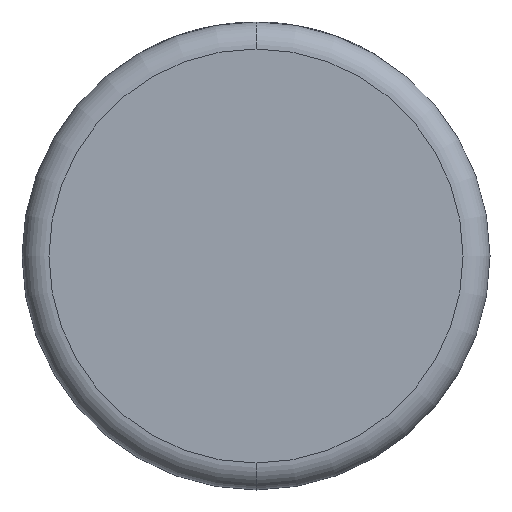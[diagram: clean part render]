
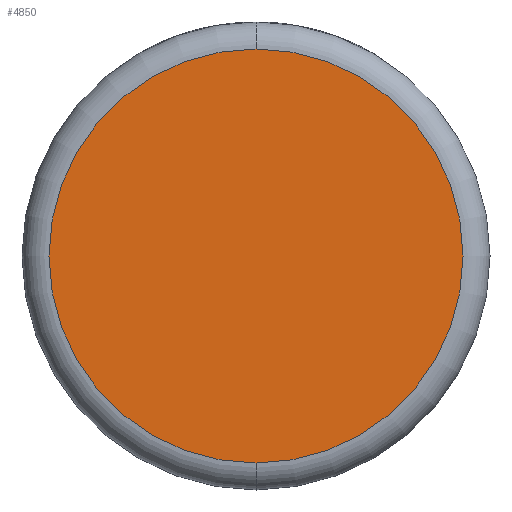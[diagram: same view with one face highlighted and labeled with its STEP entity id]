
A CAD part, front view. The second image highlights one B-rep face of the part: STEP entity #4850.
In plain terms, the highlighted planar face has unit normal (0, -1, 0).
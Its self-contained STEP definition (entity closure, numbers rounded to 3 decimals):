
#202 = EDGE_CURVE ( 'NONE', #3245, #2064, #2380, .T. ) ;
#203 = DIRECTION ( 'NONE',  ( 0., 0., 1. ) ) ;
#392 = CARTESIAN_POINT ( 'NONE',  ( 0., 0., -15.926 ) ) ;
#730 = DIRECTION ( 'NONE',  ( 0., 0., 1. ) ) ;
#1036 = DIRECTION ( 'NONE',  ( 0., -1., 0. ) ) ;
#1484 = CARTESIAN_POINT ( 'NONE',  ( 0., 0., 0. ) ) ;
#1658 = PLANE ( 'NONE',  #3518 ) ;
#1673 = CARTESIAN_POINT ( 'NONE',  ( 0., 0., 0. ) ) ;
#1918 = AXIS2_PLACEMENT_3D ( 'NONE', #3273, #1036, #730 ) ;
#2064 = VERTEX_POINT ( 'NONE', #392 ) ;
#2380 = CIRCLE ( 'NONE', #1918, 15.926 ) ;
#2731 = AXIS2_PLACEMENT_3D ( 'NONE', #1484, #3375, #3407 ) ;
#2736 = ORIENTED_EDGE ( 'NONE', *, *, #3927, .T. ) ;
#2892 = FACE_OUTER_BOUND ( 'NONE', #3109, .T. ) ;
#3109 = EDGE_LOOP ( 'NONE', ( #3373, #2736 ) ) ;
#3245 = VERTEX_POINT ( 'NONE', #3312 ) ;
#3273 = CARTESIAN_POINT ( 'NONE',  ( 0., 0., 0. ) ) ;
#3312 = CARTESIAN_POINT ( 'NONE',  ( 0., 0., 15.926 ) ) ;
#3373 = ORIENTED_EDGE ( 'NONE', *, *, #202, .T. ) ;
#3375 = DIRECTION ( 'NONE',  ( 0., -1., 0. ) ) ;
#3407 = DIRECTION ( 'NONE',  ( 0., 0., 1. ) ) ;
#3518 = AXIS2_PLACEMENT_3D ( 'NONE', #1673, #3950, #203 ) ;
#3927 = EDGE_CURVE ( 'NONE', #2064, #3245, #4390, .T. ) ;
#3950 = DIRECTION ( 'NONE',  ( 0., 1., 0. ) ) ;
#4390 = CIRCLE ( 'NONE', #2731, 15.926 ) ;
#4850 = ADVANCED_FACE ( 'NONE', ( #2892 ), #1658, .F. ) ;
